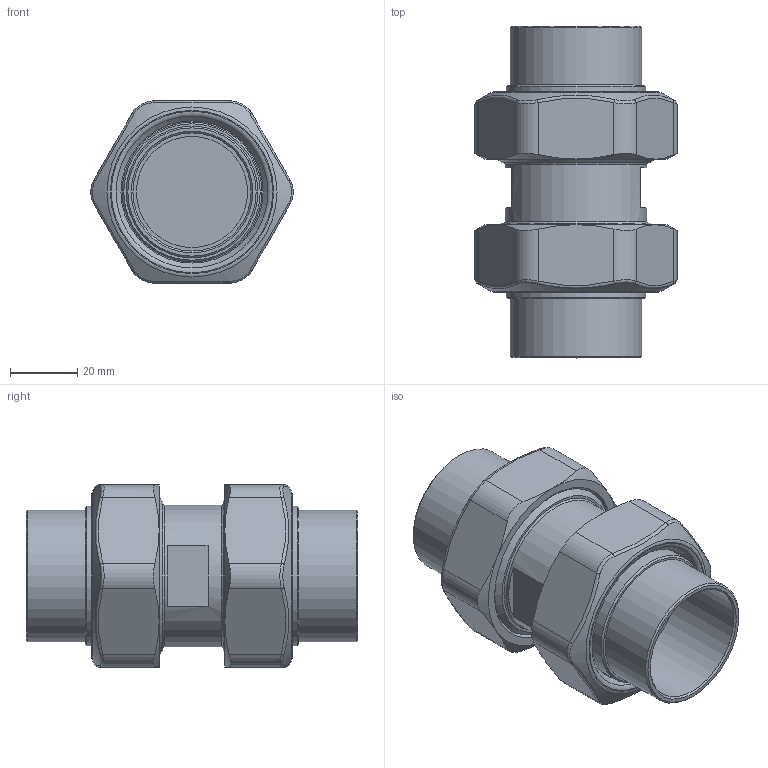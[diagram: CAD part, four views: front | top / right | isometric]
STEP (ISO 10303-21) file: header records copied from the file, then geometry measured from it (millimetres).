
FILE_DESCRIPTION(/* description */ (''),/* implementation_level */ '2;1');
FILE_NAME(/* name */ '304779A _Simplify_1.stp',/* time_stamp */ '2025-08-20T13:07:45-05:00',/* author */ ('ischreiner'),/* organization */ (''),/* preprocessor_version */ 'ST-DEVELOPER v20',/* originating_system */ 'Autodesk Inventor 2025',/* authorisation */ '');
FILE_SCHEMA (('AUTOMOTIVE_DESIGN { 1 0 10303 214 3 1 1 }'));
Length unit declared in the file: inch
Products named in the file (1): 304779A _Simplify_1
Bounding box: 60.09 x 98.49 x 54.1 mm (x, y, z)
Volume: 124633.2 mm3; surface area: 41168.8 mm2
Topology: 5 solids, 5 shells, 135 faces, 293 edges, 180 vertices
Faces by surface type: plane 38, cone 36, cylinder 31, bspline 24, torus 6
Full cylindrical faces by diameter (mm): 33.02 x2, 35.052 x2, 39.116 x2, 41.504 x2, 42 x1, 42.189 x2, 44.45 x2, 44.5 x2, 44.856 x2, 47.6 x2
Entity records: 4591 total; most frequent: CARTESIAN_POINT 1587, ORIENTED_EDGE 586, DIRECTION 563, EDGE_CURVE 293, AXIS2_PLACEMENT_3D 244, VERTEX_POINT 180, EDGE_LOOP 155, STYLED_ITEM 140
